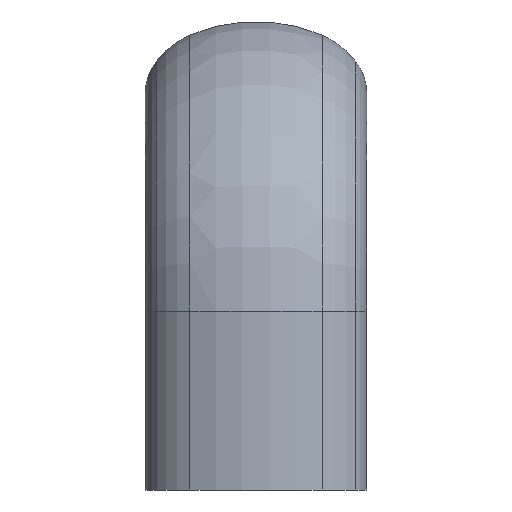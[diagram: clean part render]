
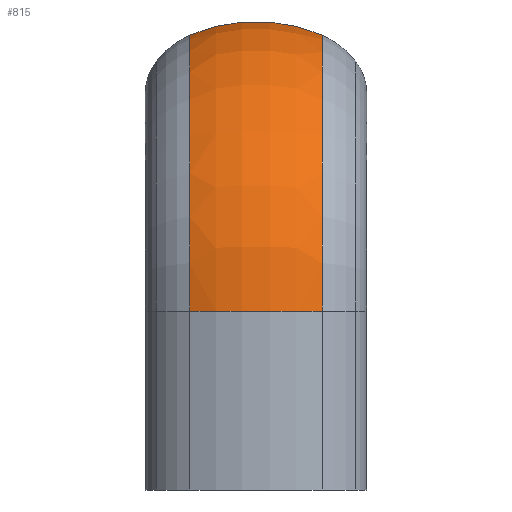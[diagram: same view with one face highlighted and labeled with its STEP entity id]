
A CAD part, left-side view. The second image highlights one B-rep face of the part: STEP entity #815.
In plain terms, the highlighted toroidal (fillet/blend) face has major radius 14.328 mm and minor radius 19.672 mm.
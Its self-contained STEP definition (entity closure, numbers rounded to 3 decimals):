
#419=VERTEX_POINT('',#1011);
#467=VERTEX_POINT('',#1063);
#587=EDGE_CURVE('',#637,#601,#1203,.T.);
#595=EDGE_CURVE('',#601,#467,#1212,.T.);
#601=VERTEX_POINT('',#1220);
#631=EDGE_CURVE('',#637,#419,#1255,.T.);
#637=VERTEX_POINT('',#1261);
#815=ADVANCED_FACE('',(#1457),#1458,.T.);
#843=EDGE_CURVE('',#419,#467,#1489,.T.);
#1011=CARTESIAN_POINT('',(25.5,-7.782,53.395));
#1063=CARTESIAN_POINT('',(25.5,7.782,53.395));
#1203=CIRCLE('',#1933,19.672);
#1212=CIRCLE('',#1944,32.395);
#1220=CARTESIAN_POINT('',(-6.895,7.782,21.0));
#1255=CIRCLE('',#1997,32.395);
#1261=CARTESIAN_POINT('',(-6.895,-7.782,21.0));
#1457=FACE_OUTER_BOUND('',#2261,.T.);
#1458=TOROIDAL_SURFACE('',#2262,14.328,19.672);
#1489=CIRCLE('',#2304,19.672);
#1933=AXIS2_PLACEMENT_3D('',#2768,#2769,#2770);
#1944=AXIS2_PLACEMENT_3D('',#2782,#2783,#2784);
#1997=AXIS2_PLACEMENT_3D('',#2859,#2860,#2861);
#2261=EDGE_LOOP('',(#3110,#3111,#3112,#3113));
#2262=AXIS2_PLACEMENT_3D('',#3114,#3115,#3116);
#2304=AXIS2_PLACEMENT_3D('',#3154,#3155,#3156);
#2768=CARTESIAN_POINT('',(11.172,0.,21.0));
#2769=DIRECTION('',(0.0,0.0,-1.0));
#2770=DIRECTION('',(-0.918,0.396,0.0));
#2782=CARTESIAN_POINT('',(25.5,7.782,21.0));
#2783=DIRECTION('',(0.0,1.0,0.0));
#2784=DIRECTION('',(-1.0,0.0,0.0));
#2859=CARTESIAN_POINT('',(25.5,-7.782,21.0));
#2860=DIRECTION('',(0.0,1.0,0.0));
#2861=DIRECTION('',(-1.0,0.0,0.0));
#3110=ORIENTED_EDGE('',*,*,#843,.T.);
#3111=ORIENTED_EDGE('',*,*,#595,.F.);
#3112=ORIENTED_EDGE('',*,*,#587,.F.);
#3113=ORIENTED_EDGE('',*,*,#631,.T.);
#3114=CARTESIAN_POINT('',(25.5,0.,21.0));
#3115=DIRECTION('',(0.0,1.0,0.0));
#3116=DIRECTION('',(0.0,0.0,-1.0));
#3154=CARTESIAN_POINT('',(25.5,0.,35.328));
#3155=DIRECTION('',(-1.0,0.,0.));
#3156=DIRECTION('',(0.,0.396,0.918));
